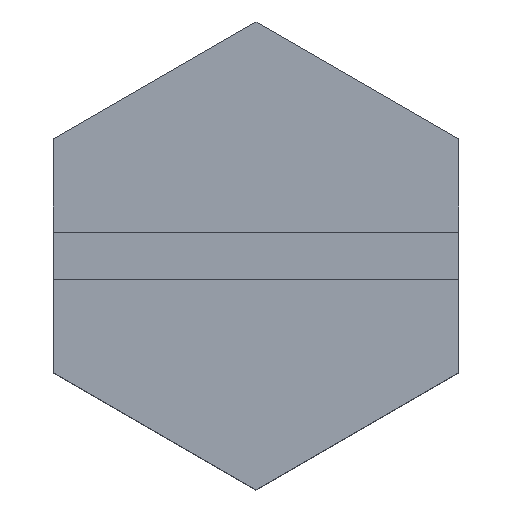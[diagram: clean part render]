
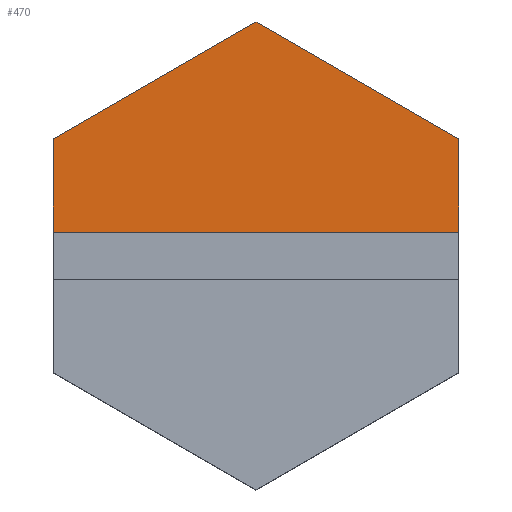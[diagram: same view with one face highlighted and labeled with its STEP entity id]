
A CAD part, top view. The second image highlights one B-rep face of the part: STEP entity #470.
In plain terms, the highlighted planar face has unit normal (0, 0, 1).
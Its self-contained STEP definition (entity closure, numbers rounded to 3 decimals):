
#163 = CARTESIAN_POINT ( 'NONE',  ( -8.5, 1., 7. ) ) ;
#164 = LINE ( 'NONE', #163, #207 ) ;
#165 = DIRECTION ( 'NONE',  ( 0., 1., 0. ) ) ;
#166 = VECTOR ( 'NONE', #165, 1000. ) ;
#167 = CARTESIAN_POINT ( 'NONE',  ( 8.5, -4.907, 7. ) ) ;
#168 = LINE ( 'NONE', #167, #166 ) ;
#169 = CARTESIAN_POINT ( 'NONE',  ( -8.5, 1., 7. ) ) ;
#184 = CARTESIAN_POINT ( 'NONE',  ( 8.5, 1., 7. ) ) ;
#185 = CARTESIAN_POINT ( 'NONE',  ( 8.5, 4.907, 7. ) ) ;
#186 = CARTESIAN_POINT ( 'NONE',  ( 0., 9.815, 7. ) ) ;
#187 = DIRECTION ( 'NONE',  ( -0.866, 0.5, 0. ) ) ;
#188 = VECTOR ( 'NONE', #187, 1000. ) ;
#189 = CARTESIAN_POINT ( 'NONE',  ( 8.5, 4.907, 7. ) ) ;
#190 = LINE ( 'NONE', #189, #188 ) ;
#200 = DIRECTION ( 'NONE',  ( 1., 0., 0. ) ) ;
#201 = DIRECTION ( 'NONE',  ( 0., 0., 1. ) ) ;
#202 = CARTESIAN_POINT ( 'NONE',  ( 0., 9.815, 7. ) ) ;
#203 = AXIS2_PLACEMENT_3D ( 'NONE', #202, #201, #200 ) ;
#204 = PLANE ( 'NONE',  #203 ) ;
#205 = FACE_OUTER_BOUND ( 'NONE', #467, .T. ) ;
#206 = DIRECTION ( 'NONE',  ( -1., 0., 0. ) ) ;
#207 = VECTOR ( 'NONE', #206, 1000. ) ;
#228 = DIRECTION ( 'NONE',  ( 0., -1., 0. ) ) ;
#229 = VECTOR ( 'NONE', #228, 1000. ) ;
#230 = CARTESIAN_POINT ( 'NONE',  ( -8.5, 4.907, 7. ) ) ;
#266 = CARTESIAN_POINT ( 'NONE',  ( 0., 9.815, 7. ) ) ;
#267 = LINE ( 'NONE', #266, #269 ) ;
#268 = DIRECTION ( 'NONE',  ( -0.866, -0.5, 0. ) ) ;
#269 = VECTOR ( 'NONE', #268, 1000. ) ;
#270 = LINE ( 'NONE', #230, #229 ) ;
#280 = CARTESIAN_POINT ( 'NONE',  ( -8.5, 4.907, 7. ) ) ;
#427 = EDGE_CURVE ( 'NONE', #460, #449, #267, .T. ) ;
#436 = EDGE_CURVE ( 'NONE', #449, #463, #270, .T. ) ;
#448 = ORIENTED_EDGE ( 'NONE', *, *, #436, .T. ) ;
#449 = VERTEX_POINT ( 'NONE', #280 ) ;
#451 = ORIENTED_EDGE ( 'NONE', *, *, #427, .T. ) ;
#459 = EDGE_CURVE ( 'NONE', #461, #460, #190, .T. ) ;
#460 = VERTEX_POINT ( 'NONE', #186 ) ;
#461 = VERTEX_POINT ( 'NONE', #185 ) ;
#462 = VERTEX_POINT ( 'NONE', #184 ) ;
#463 = VERTEX_POINT ( 'NONE', #169 ) ;
#464 = EDGE_CURVE ( 'NONE', #462, #461, #168, .T. ) ;
#465 = ORIENTED_EDGE ( 'NONE', *, *, #464, .T. ) ;
#466 = ORIENTED_EDGE ( 'NONE', *, *, #459, .T. ) ;
#467 = EDGE_LOOP ( 'NONE', ( #468, #465, #466, #451, #448 ) ) ;
#468 = ORIENTED_EDGE ( 'NONE', *, *, #469, .F. ) ;
#469 = EDGE_CURVE ( 'NONE', #462, #463, #164, .T. ) ;
#470 = ADVANCED_FACE ( 'NONE', ( #205 ), #204, .T. ) ;
